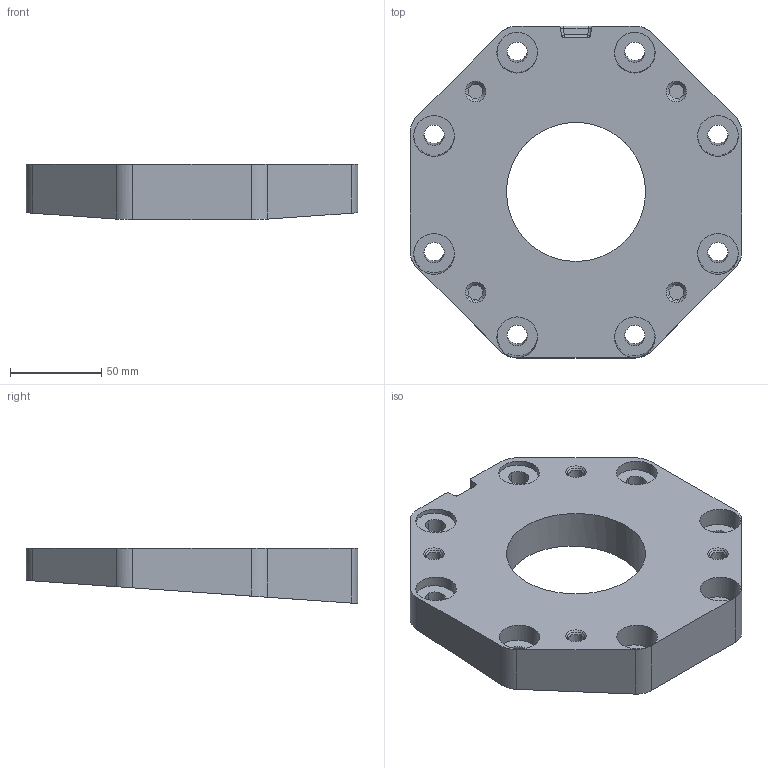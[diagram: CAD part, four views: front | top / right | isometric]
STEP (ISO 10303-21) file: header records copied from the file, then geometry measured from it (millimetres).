
FILE_DESCRIPTION((''),'2;1');
FILE_NAME('D16012','2017-07-19T',('sobrien2'),(''),'CREO PARAMETRIC BY PTC INC, 2015290','CREO PARAMETRIC BY PTC INC, 2015290','');
FILE_SCHEMA(('CONFIG_CONTROL_DESIGN'));
Length unit declared in the file: inch
Products named in the file (1): D16012
Bounding box: 181.76 x 181.76 x 30.18 mm (x, y, z)
Volume: 499075.3 mm3; surface area: 76720.1 mm2
Topology: 1 solids, 5 shells, 108 faces, 260 edges, 170 vertices
Faces by surface type: cylinder 66, plane 30, cone 8, bspline 2, sphere 2
Entity records: 3555 total; most frequent: CARTESIAN_POINT 905, DIRECTION 564, ORIENTED_EDGE 504, EDGE_CURVE 260, AXIS2_PLACEMENT_3D 227, VERTEX_POINT 170, EDGE_LOOP 142, CIRCLE 120
